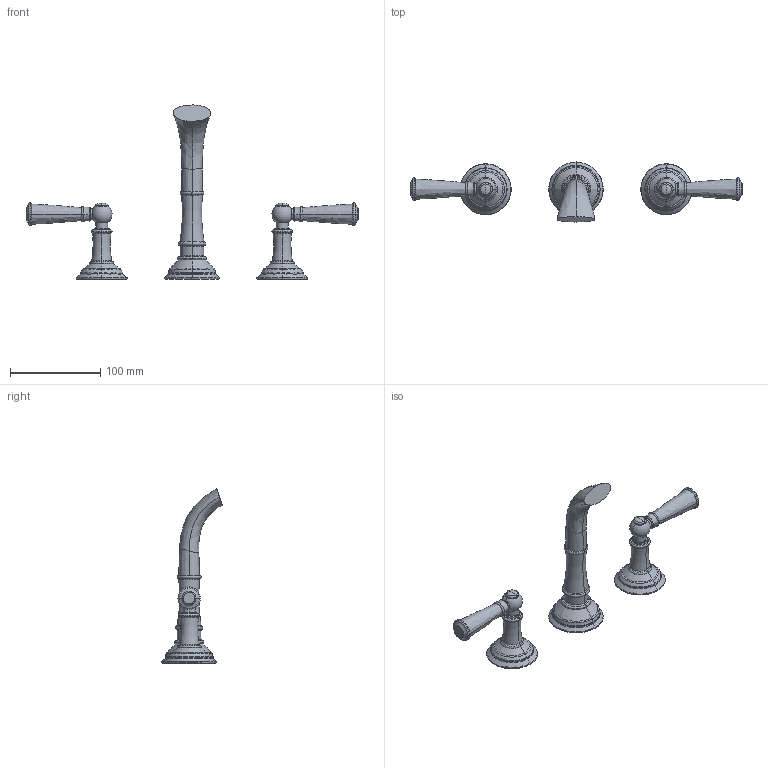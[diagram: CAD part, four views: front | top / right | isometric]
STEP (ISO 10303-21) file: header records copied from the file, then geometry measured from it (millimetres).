
FILE_DESCRIPTION((''),'2;1');
FILE_NAME('3-2411_SW0001','2020-11-24T17:28:32',('rsmith'),(''),'CREO PARAMETRIC BY PTC INC, 2018400','CREO PARAMETRIC BY PTC INC, 2018400','');
FILE_SCHEMA(('AUTOMOTIVE_DESIGN { 1 0 10303 214 1 1 1 1 }'));
Length unit declared in the file: inch
Products named in the file (1): 3-2411_SW0001
Bounding box: 367.69 x 66.79 x 192.87 mm (x, y, z)
Volume: 212418.6 mm3; surface area: 54159.5 mm2
Topology: 3 solids, 3 shells, 232 faces, 468 edges, 262 vertices
Faces by surface type: torus 122, cylinder 44, plane 30, bspline 20, cone 8, sphere 8
Entity records: 10299 total; most frequent: CARTESIAN_POINT 2110, DIRECTION 1262, ORIENTED_EDGE 928, PRESENTATION_STYLE_ASSIGNMENT 690, AXIS2_PLACEMENT_3D 604, STYLED_ITEM 467, CURVE_STYLE 464, EDGE_CURVE 464
